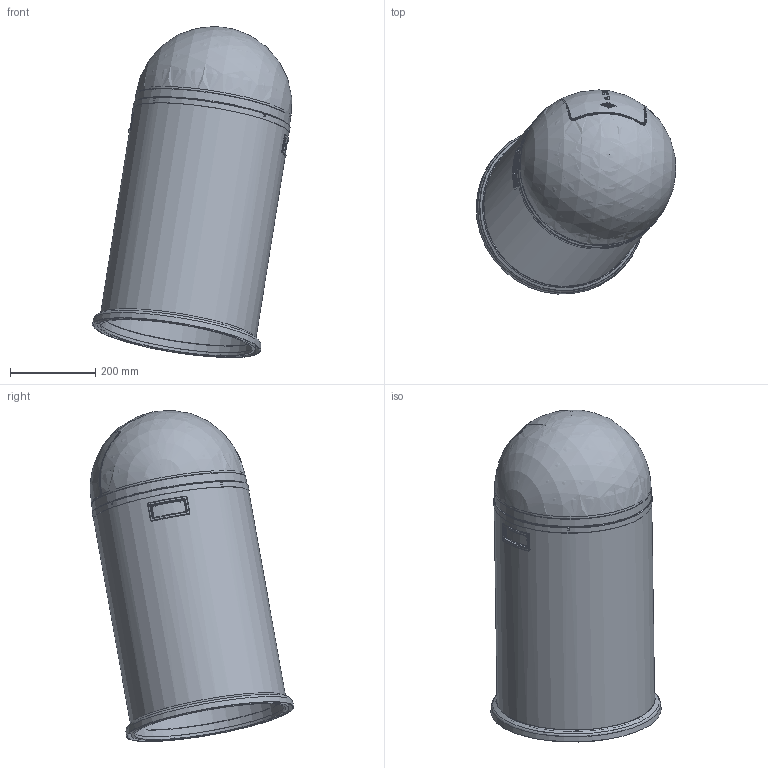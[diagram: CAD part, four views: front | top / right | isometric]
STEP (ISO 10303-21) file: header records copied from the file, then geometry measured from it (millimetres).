
FILE_DESCRIPTION(/* description */ (''),/* implementation_level */ '2;1');
FILE_NAME(/* name */ '175831 Pushboy.stp',/* time_stamp */ '2021-04-30T07:58:53+02:00',/* author */ ('schmidt'),/* organization */ (''),/* preprocessor_version */ 'ST-DEVELOPER v17.2',/* originating_system */ 'Autodesk Inventor 2019',/* authorisation */ '');
FILE_SCHEMA (('CONFIG_CONTROL_DESIGN'));
Length unit declared in the file: millimetre
Products named in the file (6): 175831 Pushboy; Pushrumpf; 175 Bodenring Pushb kst; Pushhaube; Pushklappe; 1751009-1 Muschelgriff
Assembly tree (6 placements, depth 2):
  175831 Pushboy
    Pushrumpf
    175 Bodenring Pushb kst
    Pushhaube
    Pushklappe
    1751009-1 Muschelgriff  x2
Bounding box: 466.94 x 476.82 x 775.24 mm (x, y, z)
Volume: 765042.3 mm3; surface area: 1973790.3 mm2
Topology: 6 solids, 6 shells, 619 faces, 1711 edges, 1095 vertices
Faces by surface type: plane 236, cylinder 141, bspline 94, torus 83, sphere 36, cone 29
Full cylindrical faces by diameter (mm): 3.3 x2, 8.5 x2, 361 x1, 365 x1, 367 x1, 368 x1, 369 x3, 371 x1, 373 x1
Entity records: 19271 total; most frequent: CARTESIAN_POINT 7440, ORIENTED_EDGE 2546, DIRECTION 2316, EDGE_CURVE 1273, AXIS2_PLACEMENT_3D 936, VERTEX_POINT 829, CIRCLE 541, EDGE_LOOP 512
